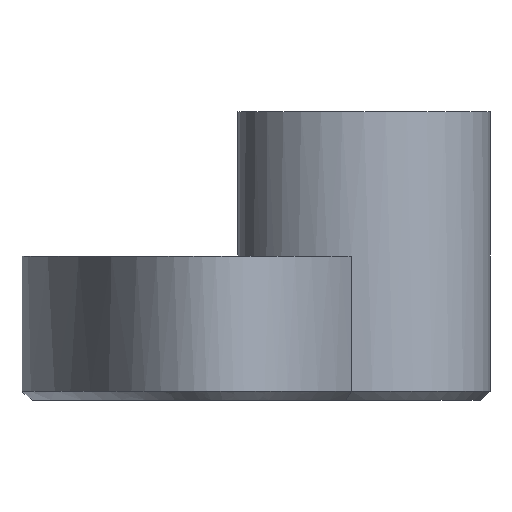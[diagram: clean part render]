
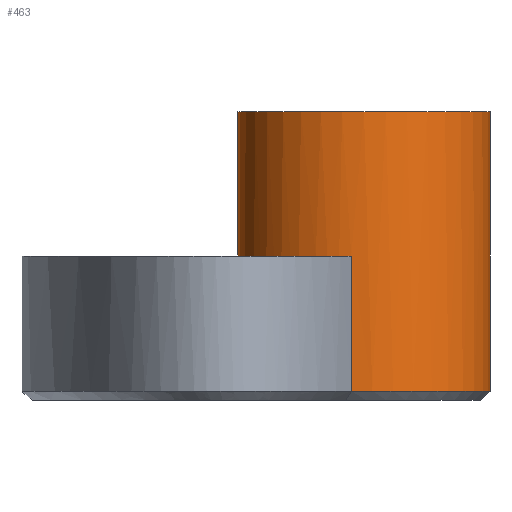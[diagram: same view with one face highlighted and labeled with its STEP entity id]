
A CAD part, left-side view. The second image highlights one B-rep face of the part: STEP entity #463.
In plain terms, the highlighted cylindrical face has radius 3.5 mm (diameter 7 mm), a partial arc.
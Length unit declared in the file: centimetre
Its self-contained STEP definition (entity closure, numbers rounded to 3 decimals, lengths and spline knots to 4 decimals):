
#115=CYLINDRICAL_SURFACE('',#499,0.35);
#135=VECTOR('',#1464,1.);
#144=VECTOR('',#1489,1.);
#146=VECTOR('',#1496,1.);
#147=VECTOR('',#1499,1.);
#156=LINE('',#897,#135);
#165=LINE('',#1278,#144);
#167=LINE('',#1284,#146);
#168=LINE('',#1288,#147);
#191=VERTEX_POINT('',#624);
#192=VERTEX_POINT('',#626);
#196=VERTEX_POINT('',#896);
#202=VERTEX_POINT('',#913);
#203=VERTEX_POINT('',#929);
#206=VERTEX_POINT('',#1279);
#207=VERTEX_POINT('',#1285);
#208=VERTEX_POINT('',#1287);
#219=CIRCLE('',#483,0.35);
#224=CIRCLE('',#495,0.35);
#225=CIRCLE('',#498,0.35);
#226=CIRCLE('',#500,0.35);
#243=EDGE_CURVE('',#191,#192,#219,.T.);
#252=EDGE_CURVE('',#191,#196,#156,.T.);
#264=EDGE_CURVE('',#203,#202,#224,.T.);
#270=EDGE_CURVE('',#202,#206,#165,.T.);
#272=EDGE_CURVE('',#196,#206,#225,.T.);
#273=EDGE_CURVE('',#207,#203,#167,.T.);
#274=EDGE_CURVE('',#208,#207,#226,.T.);
#275=EDGE_CURVE('',#192,#208,#168,.T.);
#359=ORIENTED_EDGE('',*,*,#243,.F.);
#360=ORIENTED_EDGE('',*,*,#252,.T.);
#361=ORIENTED_EDGE('',*,*,#272,.T.);
#362=ORIENTED_EDGE('',*,*,#270,.F.);
#363=ORIENTED_EDGE('',*,*,#264,.F.);
#364=ORIENTED_EDGE('',*,*,#273,.F.);
#365=ORIENTED_EDGE('',*,*,#274,.F.);
#366=ORIENTED_EDGE('',*,*,#275,.F.);
#408=EDGE_LOOP('',(#359,#360,#361,#362,#363,#364,#365,#366));
#440=FACE_BOUND('',#408,.T.);
#463=ADVANCED_FACE('',(#440),#115,.T.);
#483=AXIS2_PLACEMENT_3D('',#625,#1452,#1453);
#495=AXIS2_PLACEMENT_3D('',#930,#1484,#1485);
#498=AXIS2_PLACEMENT_3D('',#1282,#1492,#1493);
#499=AXIS2_PLACEMENT_3D('',#1283,#1494,#1495);
#500=AXIS2_PLACEMENT_3D('',#1286,#1497,#1498);
#624=CARTESIAN_POINT('',(-0.7,-0.75,-0.375));
#625=CARTESIAN_POINT('',(-0.7,-0.4,-0.375));
#626=CARTESIAN_POINT('',(-1.0482,-0.3646,-0.375));
#896=CARTESIAN_POINT('',(-0.7,-0.75,0.4));
#897=CARTESIAN_POINT('',(-0.7,-0.75,-0.4));
#913=CARTESIAN_POINT('',(-0.7,-0.05,-0.375));
#929=CARTESIAN_POINT('',(-1.0234,-0.2661,-0.375));
#930=CARTESIAN_POINT('',(-0.7,-0.4,-0.375));
#1278=CARTESIAN_POINT('',(-0.7,-0.05,-0.4));
#1279=CARTESIAN_POINT('',(-0.7,-0.05,0.4));
#1282=CARTESIAN_POINT('',(-0.7,-0.4,0.4));
#1283=CARTESIAN_POINT('',(-0.7,-0.4,-0.4));
#1284=CARTESIAN_POINT('',(-1.0234,-0.2661,0.));
#1285=CARTESIAN_POINT('',(-1.0234,-0.2661,0.));
#1286=CARTESIAN_POINT('',(-0.7,-0.4,0.));
#1287=CARTESIAN_POINT('',(-1.0482,-0.3646,0.));
#1288=CARTESIAN_POINT('',(-1.0482,-0.3646,-0.4));
#1452=DIRECTION('',(0.,0.,-1.));
#1453=DIRECTION('',(-0.26,-0.235,0.));
#1464=DIRECTION('',(0.,0.,1.));
#1484=DIRECTION('',(0.,0.,-1.));
#1485=DIRECTION('',(-0.194,0.291,0.));
#1489=DIRECTION('',(0.,0.,1.));
#1492=DIRECTION('',(0.,0.,-1.));
#1493=DIRECTION('',(0.35,0.,0.));
#1494=DIRECTION('',(0.,0.,1.));
#1495=DIRECTION('',(0.35,0.,0.));
#1496=DIRECTION('',(0.,0.,-1.));
#1497=DIRECTION('',(0.,0.,-1.));
#1498=DIRECTION('',(0.35,0.,0.));
#1499=DIRECTION('',(0.,0.,1.));
